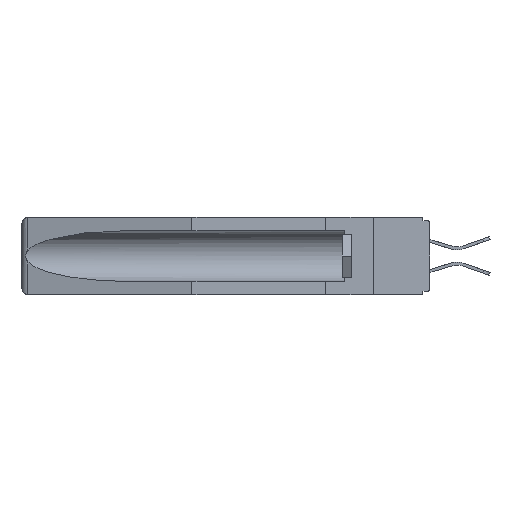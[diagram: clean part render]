
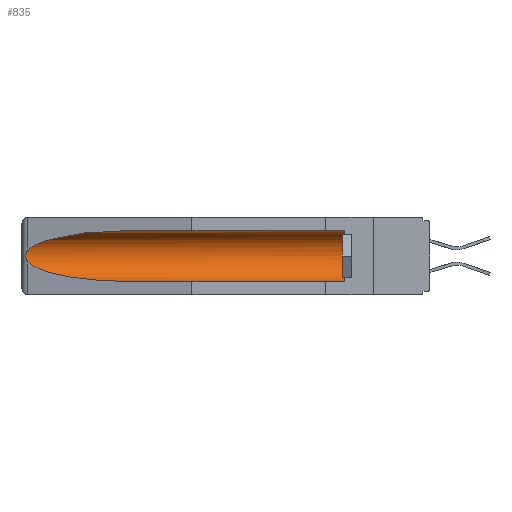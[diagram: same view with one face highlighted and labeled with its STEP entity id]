
A CAD part, left-side view. The second image highlights one B-rep face of the part: STEP entity #835.
In plain terms, the highlighted cylindrical face has radius 2.857 mm (diameter 5.715 mm), a partial arc.
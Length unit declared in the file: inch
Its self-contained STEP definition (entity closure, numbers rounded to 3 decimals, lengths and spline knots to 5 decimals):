
#1 = LINE ( 'NONE', #7611, #2505 ) ;
#835 = ADVANCED_FACE ( 'NONE', ( #23109 ), #9923, .F. ) ;
#1612 = CARTESIAN_POINT ( 'NONE',  ( 0.155, 0.126, -0.1715 ) ) ;
#2208 = EDGE_CURVE ( 'NONE', #16303, #7414, #1, .T. ) ;
#2221 = EDGE_CURVE ( 'NONE', #24039, #7414, #21039, .T. ) ;
#2505 = VECTOR ( 'NONE', #25884, 39.37008 ) ;
#2566 = ORIENTED_EDGE ( 'NONE', *, *, #31821, .T. ) ;
#5901 = EDGE_CURVE ( 'NONE', #6704, #23377, #15762, .T. ) ;
#6655 = CARTESIAN_POINT ( 'NONE',  ( 0.26537, 1.52718, -0.14972 ) ) ;
#6704 = VERTEX_POINT ( 'NONE', #26493 ) ;
#6732 = CARTESIAN_POINT ( 'NONE',  ( 0.26537, 1.52718, -0.14972 ) ) ;
#6950 = CARTESIAN_POINT ( 'NONE',  ( 0.155, 1.07973, -0.059 ) ) ;
#7414 = VERTEX_POINT ( 'NONE', #16286 ) ;
#7611 = CARTESIAN_POINT ( 'NONE',  ( 0.155, -0.30754, -0.284 ) ) ;
#8355 = CARTESIAN_POINT ( 'NONE',  ( 0.2673, 1.53269, -0.17917 ) ) ;
#8688 = AXIS2_PLACEMENT_3D ( 'NONE', #31749, #26616, #21040 ) ;
#9368 = ORIENTED_EDGE ( 'NONE', *, *, #2208, .F. ) ;
#9923 = CYLINDRICAL_SURFACE ( 'NONE', #8688, 0.1125 ) ;
#10406 = CARTESIAN_POINT ( 'NONE',  ( 0.26537, 1.52718, -0.19328 ) ) ;
#11142 = LINE ( 'NONE', #27641, #22243 ) ;
#11148 = CARTESIAN_POINT ( 'NONE',  ( 0.2675, 1.53308, -0.17534 ) ) ;
#12456 = DIRECTION ( 'NONE',  ( 0., -1., 0. ) ) ;
#12730 = CARTESIAN_POINT ( 'NONE',  ( 0.21114, 1.30732, -0.284 ) ) ;
#13133 = CARTESIAN_POINT ( 'NONE',  ( 0.26537, 1.52718, -0.14972 ) ) ;
#13296 = CIRCLE ( 'NONE', #16745, 0.1125 ) ;
#13545 = CARTESIAN_POINT ( 'NONE',  ( 0.26537, 1.52718, -0.19328 ) ) ;
#13675 = CARTESIAN_POINT ( 'NONE',  ( 0.26537, 1.52718, -0.19328 ) ) ;
#13831 = CARTESIAN_POINT ( 'NONE',  ( 0.155, 0.126, -0.059 ) ) ;
#13904 = CARTESIAN_POINT ( 'NONE',  ( 0.2675, 1.53308, -0.16763 ) ) ;
#13947 = ORIENTED_EDGE ( 'NONE', *, *, #2221, .T. ) ;
#15762 =( BOUNDED_CURVE ( )  B_SPLINE_CURVE ( 3, ( #6950, #19885, #22524, #6732 ),
 .UNSPECIFIED., .F., .T. ) 
 B_SPLINE_CURVE_WITH_KNOTS ( ( 4, 4 ),
 ( 4.71239, 6.08839 ),
 .UNSPECIFIED. ) 
 CURVE ( )  GEOMETRIC_REPRESENTATION_ITEM ( )  RATIONAL_B_SPLINE_CURVE ( ( 1., 0.848, 0.848, 1. ) ) 
 REPRESENTATION_ITEM ( '' )  );
#16286 = CARTESIAN_POINT ( 'NONE',  ( 0.155, 1.07973, -0.284 ) ) ;
#16303 = VERTEX_POINT ( 'NONE', #25954 ) ;
#16745 = AXIS2_PLACEMENT_3D ( 'NONE', #1612, #12456, #17501 ) ;
#17501 = DIRECTION ( 'NONE',  ( 0., 0., 1. ) ) ;
#18982 = CARTESIAN_POINT ( 'NONE',  ( 0.2673, 1.5327, -0.16383 ) ) ;
#19885 = CARTESIAN_POINT ( 'NONE',  ( 0.21114, 1.30732, -0.059 ) ) ;
#21039 =( BOUNDED_CURVE ( )  B_SPLINE_CURVE ( 3, ( #10406, #28529, #12730, #31161 ),
 .UNSPECIFIED., .F., .F. ) 
 B_SPLINE_CURVE_WITH_KNOTS ( ( 4, 4 ),
 ( 0.1948, 1.5708 ),
 .UNSPECIFIED. ) 
 CURVE ( )  GEOMETRIC_REPRESENTATION_ITEM ( )  RATIONAL_B_SPLINE_CURVE ( ( 1., 0.848, 0.848, 1. ) ) 
 REPRESENTATION_ITEM ( '' )  );
#21040 = DIRECTION ( 'NONE',  ( 0., 0., 1. ) ) ;
#22243 = VECTOR ( 'NONE', #27750, 39.37008 ) ;
#22524 = CARTESIAN_POINT ( 'NONE',  ( 0.25451, 1.48313, -0.09465 ) ) ;
#23109 = FACE_OUTER_BOUND ( 'NONE', #31976, .T. ) ;
#23377 = VERTEX_POINT ( 'NONE', #6655 ) ;
#24039 = VERTEX_POINT ( 'NONE', #13545 ) ;
#24610 = CARTESIAN_POINT ( 'NONE',  ( 0.26654, 1.53092, -0.15636 ) ) ;
#25277 = ORIENTED_EDGE ( 'NONE', *, *, #33343, .T. ) ;
#25884 = DIRECTION ( 'NONE',  ( 0., 1., 0. ) ) ;
#25954 = CARTESIAN_POINT ( 'NONE',  ( 0.155, 0.126, -0.284 ) ) ;
#26493 = CARTESIAN_POINT ( 'NONE',  ( 0.155, 1.07973, -0.059 ) ) ;
#26616 = DIRECTION ( 'NONE',  ( 0., 1., 0. ) ) ;
#26964 = CARTESIAN_POINT ( 'NONE',  ( 0.26597, 1.52961, -0.15275 ) ) ;
#27641 = CARTESIAN_POINT ( 'NONE',  ( 0.155, -0.30754, -0.059 ) ) ;
#27750 = DIRECTION ( 'NONE',  ( 0., 1., 0. ) ) ;
#28529 = CARTESIAN_POINT ( 'NONE',  ( 0.25451, 1.48313, -0.24835 ) ) ;
#29380 = VERTEX_POINT ( 'NONE', #13831 ) ;
#29799 = CARTESIAN_POINT ( 'NONE',  ( 0.26655, 1.53094, -0.18657 ) ) ;
#30639 = ORIENTED_EDGE ( 'NONE', *, *, #34146, .T. ) ;
#31057 = ORIENTED_EDGE ( 'NONE', *, *, #5901, .T. ) ;
#31161 = CARTESIAN_POINT ( 'NONE',  ( 0.155, 1.07973, -0.284 ) ) ;
#31749 = CARTESIAN_POINT ( 'NONE',  ( 0.155, -0.30754, -0.1715 ) ) ;
#31821 = EDGE_CURVE ( 'NONE', #29380, #6704, #11142, .T. ) ;
#31976 = EDGE_LOOP ( 'NONE', ( #31057, #25277, #13947, #9368, #30639, #2566 ) ) ;
#32211 = B_SPLINE_CURVE_WITH_KNOTS ( 'NONE', 3,
 ( #13133, #26964, #24610, #18982, #13904, #11148, #8355, #29799, #32523, #13675 ),
 .UNSPECIFIED., .F., .F.,
 ( 4, 2, 2, 2, 4 ),
 ( 0., 0.00029, 0.00058, 0.00087, 0.00117 ),
 .UNSPECIFIED. ) ;
#32523 = CARTESIAN_POINT ( 'NONE',  ( 0.26597, 1.5296, -0.19026 ) ) ;
#33343 = EDGE_CURVE ( 'NONE', #23377, #24039, #32211, .T. ) ;
#34146 = EDGE_CURVE ( 'NONE', #16303, #29380, #13296, .T. ) ;
